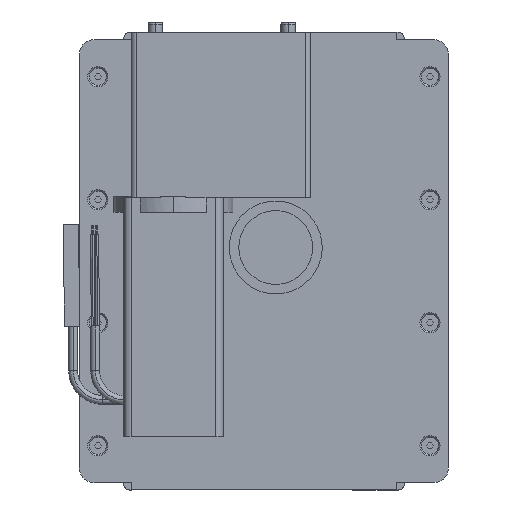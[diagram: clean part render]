
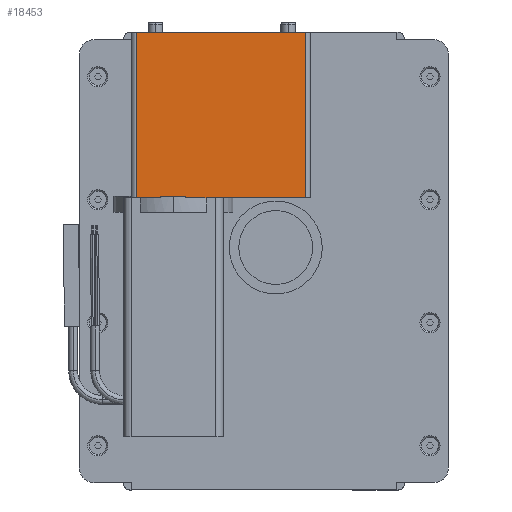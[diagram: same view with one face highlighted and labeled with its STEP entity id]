
A CAD part, left-side view. The second image highlights one B-rep face of the part: STEP entity #18453.
In plain terms, the highlighted planar face has unit normal (-1, 0, 0).
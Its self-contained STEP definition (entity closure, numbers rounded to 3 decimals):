
#1245 = LINE ( 'NONE', #63394, #40495 ) ;
#1325 = ORIENTED_EDGE ( 'NONE', *, *, #87659, .T. ) ;
#1489 = DIRECTION ( 'NONE',  ( 0., -1., 0. ) ) ;
#3498 = VERTEX_POINT ( 'NONE', #32865 ) ;
#4598 = EDGE_CURVE ( 'NONE', #30404, #41743, #11192, .T. ) ;
#5441 = DIRECTION ( 'NONE',  ( 0., 0., 1. ) ) ;
#8889 = CARTESIAN_POINT ( 'NONE',  ( -184.128, -298.089, -90.739 ) ) ;
#9793 = VECTOR ( 'NONE', #80750, 1000. ) ;
#11192 = LINE ( 'NONE', #86257, #24797 ) ;
#11982 = LINE ( 'NONE', #75458, #16415 ) ;
#15818 = LINE ( 'NONE', #8889, #55336 ) ;
#16415 = VECTOR ( 'NONE', #76389, 1000. ) ;
#16803 = CARTESIAN_POINT ( 'NONE',  ( -184.128, -217.209, 68.762 ) ) ;
#18453 = ADVANCED_FACE ( 'NONE', ( #88905 ), #53434, .T. ) ;
#22073 = ORIENTED_EDGE ( 'NONE', *, *, #85303, .F. ) ;
#23208 = VERTEX_POINT ( 'NONE', #50567 ) ;
#24797 = VECTOR ( 'NONE', #79329, 1000. ) ;
#27006 = VECTOR ( 'NONE', #1489, 1000. ) ;
#27518 = DIRECTION ( 'NONE',  ( 0., 0., -1. ) ) ;
#28348 = CARTESIAN_POINT ( 'NONE',  ( -184.128, -200.228, 68.762 ) ) ;
#29928 = EDGE_CURVE ( 'NONE', #23208, #3498, #11982, .T. ) ;
#30404 = VERTEX_POINT ( 'NONE', #57719 ) ;
#30488 = LINE ( 'NONE', #36916, #27006 ) ;
#32865 = CARTESIAN_POINT ( 'NONE',  ( -184.128, -298.089, 67.762 ) ) ;
#36916 = CARTESIAN_POINT ( 'NONE',  ( -184.128, -183.589, 68.762 ) ) ;
#36950 = DIRECTION ( 'NONE',  ( 0., 0., 1. ) ) ;
#37218 = EDGE_CURVE ( 'NONE', #49235, #45308, #30488, .T. ) ;
#37439 = ORIENTED_EDGE ( 'NONE', *, *, #37218, .T. ) ;
#39297 = VECTOR ( 'NONE', #78069, 1000. ) ;
#40294 = ORIENTED_EDGE ( 'NONE', *, *, #61107, .T. ) ;
#40432 = LINE ( 'NONE', #46887, #71560 ) ;
#40495 = VECTOR ( 'NONE', #27518, 1000. ) ;
#41743 = VERTEX_POINT ( 'NONE', #77498 ) ;
#45308 = VERTEX_POINT ( 'NONE', #45804 ) ;
#45804 = CARTESIAN_POINT ( 'NONE',  ( -184.128, -217.209, 68.762 ) ) ;
#46887 = CARTESIAN_POINT ( 'NONE',  ( -184.128, -183.589, -90.739 ) ) ;
#46993 = DIRECTION ( 'NONE',  ( -1., 0., 0. ) ) ;
#48861 = CARTESIAN_POINT ( 'NONE',  ( -184.128, -200.228, 67.762 ) ) ;
#49235 = VERTEX_POINT ( 'NONE', #28348 ) ;
#50567 = CARTESIAN_POINT ( 'NONE',  ( -184.128, -217.209, 67.762 ) ) ;
#50888 = VERTEX_POINT ( 'NONE', #48861 ) ;
#51106 = ORIENTED_EDGE ( 'NONE', *, *, #4598, .F. ) ;
#53434 = PLANE ( 'NONE',  #63699 ) ;
#53574 = LINE ( 'NONE', #16803, #9793 ) ;
#54278 = VERTEX_POINT ( 'NONE', #88075 ) ;
#55216 = ORIENTED_EDGE ( 'NONE', *, *, #85770, .F. ) ;
#55336 = VECTOR ( 'NONE', #36950, 1000. ) ;
#55510 = EDGE_CURVE ( 'NONE', #49235, #50888, #1245, .T. ) ;
#57692 = EDGE_LOOP ( 'NONE', ( #74977, #37439, #55216, #58859, #40294, #51106, #22073, #1325 ) ) ;
#57719 = CARTESIAN_POINT ( 'NONE',  ( -184.128, -183.589, 179.762 ) ) ;
#58859 = ORIENTED_EDGE ( 'NONE', *, *, #29928, .T. ) ;
#59166 = CARTESIAN_POINT ( 'NONE',  ( -184.128, -183.589, 67.762 ) ) ;
#61107 = EDGE_CURVE ( 'NONE', #3498, #41743, #15818, .T. ) ;
#63394 = CARTESIAN_POINT ( 'NONE',  ( -184.128, -200.228, 68.762 ) ) ;
#63699 = AXIS2_PLACEMENT_3D ( 'NONE', #80156, #46993, #75046 ) ;
#71560 = VECTOR ( 'NONE', #5441, 1000. ) ;
#74977 = ORIENTED_EDGE ( 'NONE', *, *, #55510, .F. ) ;
#75046 = DIRECTION ( 'NONE',  ( 0., -1., 0. ) ) ;
#75458 = CARTESIAN_POINT ( 'NONE',  ( -184.128, -183.589, 67.762 ) ) ;
#76389 = DIRECTION ( 'NONE',  ( 0., -1., 0. ) ) ;
#77498 = CARTESIAN_POINT ( 'NONE',  ( -184.128, -298.089, 179.762 ) ) ;
#78069 = DIRECTION ( 'NONE',  ( 0., -1., 0. ) ) ;
#79329 = DIRECTION ( 'NONE',  ( 0., -1., 0. ) ) ;
#80156 = CARTESIAN_POINT ( 'NONE',  ( -184.128, -183.589, -90.739 ) ) ;
#80750 = DIRECTION ( 'NONE',  ( 0., 0., 1. ) ) ;
#85303 = EDGE_CURVE ( 'NONE', #54278, #30404, #40432, .T. ) ;
#85770 = EDGE_CURVE ( 'NONE', #23208, #45308, #53574, .T. ) ;
#86257 = CARTESIAN_POINT ( 'NONE',  ( -184.128, -183.589, 179.762 ) ) ;
#86370 = LINE ( 'NONE', #59166, #39297 ) ;
#87659 = EDGE_CURVE ( 'NONE', #54278, #50888, #86370, .T. ) ;
#88075 = CARTESIAN_POINT ( 'NONE',  ( -184.128, -183.589, 67.762 ) ) ;
#88905 = FACE_OUTER_BOUND ( 'NONE', #57692, .T. ) ;
